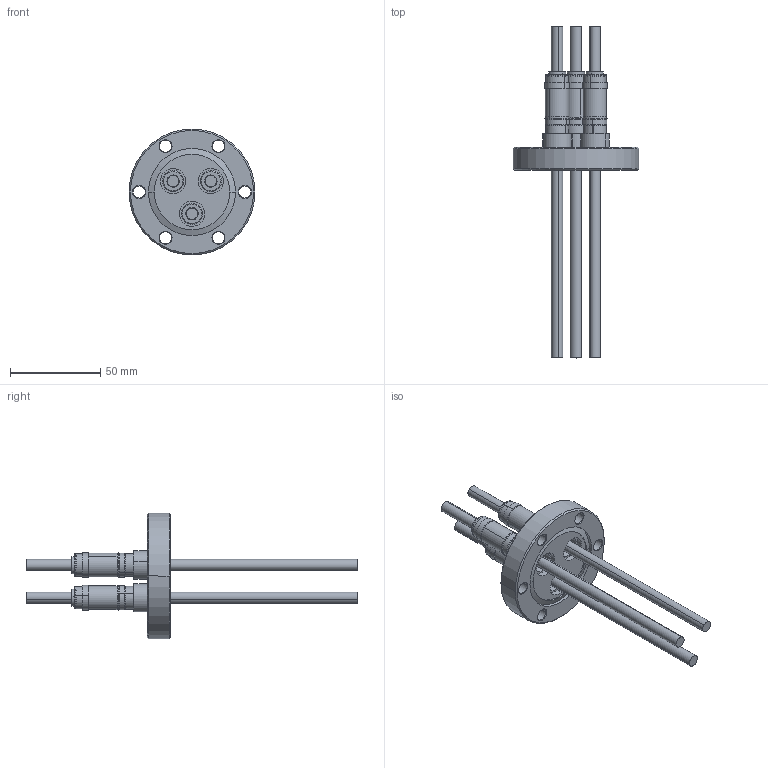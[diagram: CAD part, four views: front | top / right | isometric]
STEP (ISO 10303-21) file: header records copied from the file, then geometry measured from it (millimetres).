
FILE_DESCRIPTION (( 'STEP AP203' ), '1' );
FILE_NAME ('A0064-3-CF.STEP', '2013-05-29T12:51:13', ( '' ), ( '' ), 'SwSTEP 2.0', 'SolidWorks 2012', '' );
FILE_SCHEMA (( 'CONFIG_CONTROL_DESIGN' ));
Length unit declared in the file: inch
Products named in the file (1): A0064-3-CF
Bounding box: 69.85 x 184.15 x 69.85 mm (x, y, z)
Volume: 68835.2 mm3; surface area: 36217.8 mm2
Topology: 1 solids, 1 shells, 261 faces, 544 edges, 334 vertices
Faces by surface type: cylinder 132, cone 60, plane 51, torus 18
Entity records: 7125 total; most frequent: DIRECTION 1420, CARTESIAN_POINT 1140, ORIENTED_EDGE 1088, AXIS2_PLACEMENT_3D 614, EDGE_CURVE 544, CIRCLE 352, VERTEX_POINT 334, EDGE_LOOP 322
